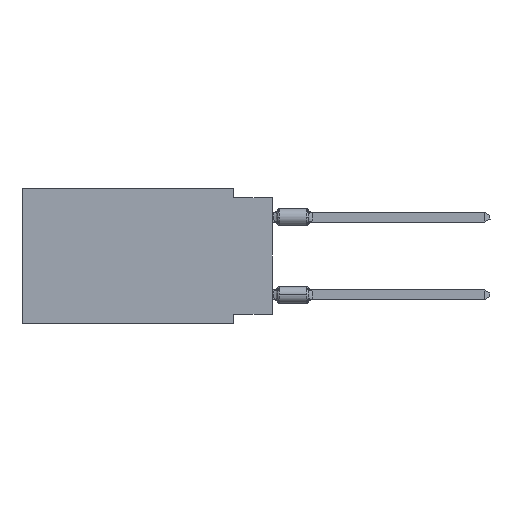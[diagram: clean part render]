
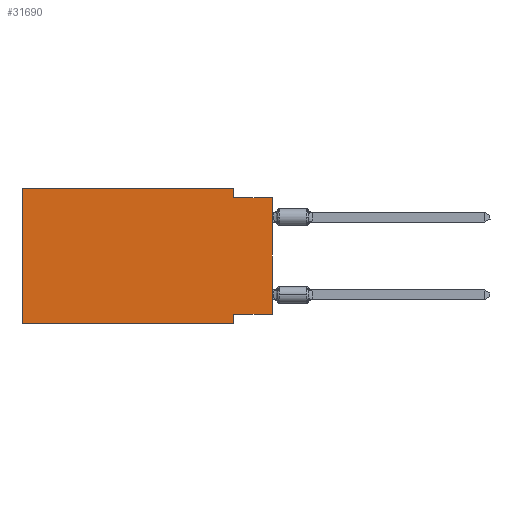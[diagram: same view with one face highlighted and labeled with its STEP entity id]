
A CAD part, left-side view. The second image highlights one B-rep face of the part: STEP entity #31690.
In plain terms, the highlighted planar face has unit normal (-1, 0, 0).
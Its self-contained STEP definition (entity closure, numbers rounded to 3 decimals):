
#2067 = LINE ( 'NONE', #13868, #20764 ) ;
#3465 = ORIENTED_EDGE ( 'NONE', *, *, #9223, .F. ) ;
#3645 = ORIENTED_EDGE ( 'NONE', *, *, #27384, .F. ) ;
#3961 = EDGE_CURVE ( 'NONE', #21789, #12014, #28689, .T. ) ;
#4595 = VERTEX_POINT ( 'NONE', #12538 ) ;
#6297 = LINE ( 'NONE', #32593, #14146 ) ;
#6331 = LINE ( 'NONE', #18136, #31312 ) ;
#7146 = VERTEX_POINT ( 'NONE', #24374 ) ;
#7643 = CARTESIAN_POINT ( 'NONE',  ( 0., 0., 0. ) ) ;
#7814 = DIRECTION ( 'NONE',  ( 0., 0., 1. ) ) ;
#7817 = EDGE_CURVE ( 'NONE', #17746, #33749, #6297, .T. ) ;
#7846 = VECTOR ( 'NONE', #10737, 1000. ) ;
#8097 = VECTOR ( 'NONE', #7814, 1000. ) ;
#8511 = VECTOR ( 'NONE', #27196, 1000. ) ;
#9197 = DIRECTION ( 'NONE',  ( 0., 0., -1. ) ) ;
#9223 = EDGE_CURVE ( 'NONE', #7146, #12204, #24669, .T. ) ;
#10728 = CARTESIAN_POINT ( 'NONE',  ( 0., 2.54, 0. ) ) ;
#10737 = DIRECTION ( 'NONE',  ( 0., 0., 1. ) ) ;
#11186 = CARTESIAN_POINT ( 'NONE',  ( 0., 2.54, -0.635 ) ) ;
#12014 = VERTEX_POINT ( 'NONE', #19975 ) ;
#12204 = VERTEX_POINT ( 'NONE', #28235 ) ;
#12538 = CARTESIAN_POINT ( 'NONE',  ( 0., 0., -8.255 ) ) ;
#12855 = ORIENTED_EDGE ( 'NONE', *, *, #3961, .F. ) ;
#13868 = CARTESIAN_POINT ( 'NONE',  ( 0., 0., -8.255 ) ) ;
#14146 = VECTOR ( 'NONE', #9197, 1000. ) ;
#14885 = DIRECTION ( 'NONE',  ( 0., -1., 0. ) ) ;
#15330 = DIRECTION ( 'NONE',  ( 1., 0., 0. ) ) ;
#16541 = VECTOR ( 'NONE', #19411, 1000. ) ;
#17653 = DIRECTION ( 'NONE',  ( 0., 0., -1. ) ) ;
#17746 = VERTEX_POINT ( 'NONE', #10728 ) ;
#18136 = CARTESIAN_POINT ( 'NONE',  ( 0., 16.383, -8.89 ) ) ;
#18425 = CARTESIAN_POINT ( 'NONE',  ( 0., 16.383, 0. ) ) ;
#18490 = CARTESIAN_POINT ( 'NONE',  ( 0., 2.54, -8.89 ) ) ;
#18777 = EDGE_CURVE ( 'NONE', #4595, #33651, #34151, .T. ) ;
#19142 = EDGE_CURVE ( 'NONE', #12014, #17746, #25208, .T. ) ;
#19411 = DIRECTION ( 'NONE',  ( 0., -1., 0. ) ) ;
#19975 = CARTESIAN_POINT ( 'NONE',  ( 0., 16.383, 0. ) ) ;
#20764 = VECTOR ( 'NONE', #37474, 1000. ) ;
#21422 = DIRECTION ( 'NONE',  ( 0., -1., 0. ) ) ;
#21789 = VERTEX_POINT ( 'NONE', #36399 ) ;
#21882 = ORIENTED_EDGE ( 'NONE', *, *, #19142, .F. ) ;
#21888 = ORIENTED_EDGE ( 'NONE', *, *, #33823, .T. ) ;
#23780 = LINE ( 'NONE', #35377, #34542 ) ;
#24374 = CARTESIAN_POINT ( 'NONE',  ( 0., 2.54, -8.255 ) ) ;
#24669 = LINE ( 'NONE', #18490, #8511 ) ;
#25208 = LINE ( 'NONE', #37010, #16541 ) ;
#25742 = EDGE_LOOP ( 'NONE', ( #28609, #36885, #31110, #21882, #12855, #21888, #3465, #3645 ) ) ;
#27196 = DIRECTION ( 'NONE',  ( 0., 0., -1. ) ) ;
#27384 = EDGE_CURVE ( 'NONE', #4595, #7146, #2067, .T. ) ;
#28235 = CARTESIAN_POINT ( 'NONE',  ( 0., 2.54, -8.89 ) ) ;
#28320 = CARTESIAN_POINT ( 'NONE',  ( 0., 16.383, 0. ) ) ;
#28609 = ORIENTED_EDGE ( 'NONE', *, *, #18777, .T. ) ;
#28689 = LINE ( 'NONE', #28320, #8097 ) ;
#31110 = ORIENTED_EDGE ( 'NONE', *, *, #7817, .F. ) ;
#31312 = VECTOR ( 'NONE', #21422, 1000. ) ;
#31690 = ADVANCED_FACE ( 'NONE', ( #35435 ), #32338, .F. ) ;
#32338 = PLANE ( 'NONE',  #37993 ) ;
#32593 = CARTESIAN_POINT ( 'NONE',  ( 0., 2.54, 0. ) ) ;
#33651 = VERTEX_POINT ( 'NONE', #35158 ) ;
#33749 = VERTEX_POINT ( 'NONE', #11186 ) ;
#33823 = EDGE_CURVE ( 'NONE', #21789, #12204, #6331, .T. ) ;
#34151 = LINE ( 'NONE', #7643, #7846 ) ;
#34542 = VECTOR ( 'NONE', #14885, 1000. ) ;
#35158 = CARTESIAN_POINT ( 'NONE',  ( 0., 0., -0.635 ) ) ;
#35377 = CARTESIAN_POINT ( 'NONE',  ( 0., 0., -0.635 ) ) ;
#35435 = FACE_OUTER_BOUND ( 'NONE', #25742, .T. ) ;
#36399 = CARTESIAN_POINT ( 'NONE',  ( 0., 16.383, -8.89 ) ) ;
#36885 = ORIENTED_EDGE ( 'NONE', *, *, #37594, .F. ) ;
#37010 = CARTESIAN_POINT ( 'NONE',  ( 0., 16.383, 0. ) ) ;
#37474 = DIRECTION ( 'NONE',  ( 0., 1., 0. ) ) ;
#37594 = EDGE_CURVE ( 'NONE', #33749, #33651, #23780, .T. ) ;
#37993 = AXIS2_PLACEMENT_3D ( 'NONE', #18425, #15330, #17653 ) ;
